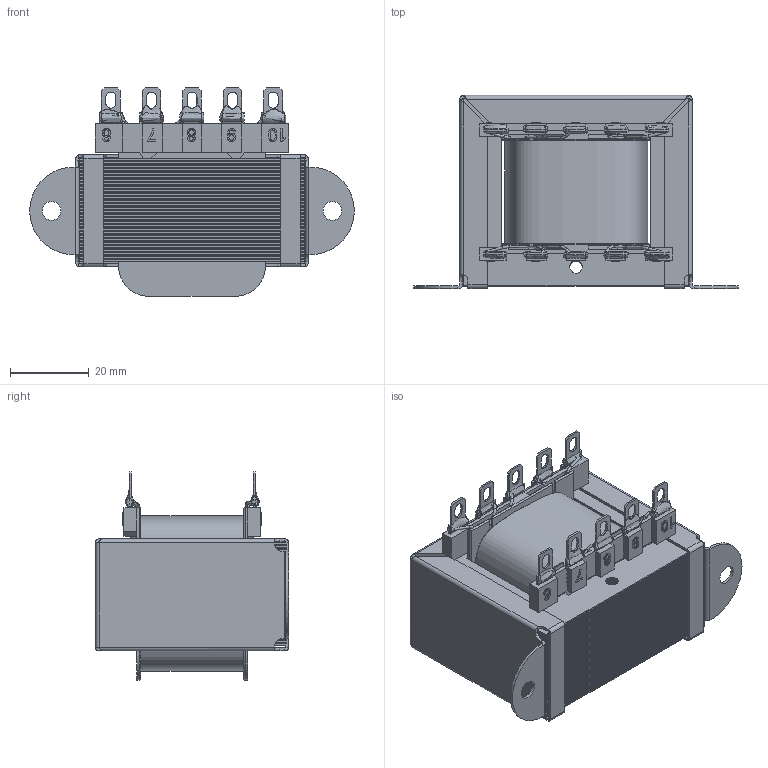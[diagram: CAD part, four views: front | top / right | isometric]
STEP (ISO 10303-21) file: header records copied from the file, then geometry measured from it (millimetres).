
FILE_DESCRIPTION(/* description */ (''),/* implementation_level */ '2;1');
FILE_NAME(/* name */ '15000-EI075-100-18.step',/* time_stamp */ '2024-01-18T11:59:51-07:00',/* author */ (''),/* organization */ (''),/* preprocessor_version */ 'ST-DEVELOPER v20',/* originating_system */ 'Autodesk Translation Framework v12.14.0.127',/* authorisation */ '');
FILE_SCHEMA (('AUTOMOTIVE_DESIGN { 1 0 10303 214 3 1 1 }'));
Products named in the file (5): 15000-EI075-100-18; 20000-B075-100-18 Split v1; 20000-EI075 v1; 20000-C075-100-1H v2; 20000-C075-100-1H
Assembly tree (4 placements, depth 3):
  15000-EI075-100-18
    20000-B075-100-18 Split v1
    20000-EI075 v1
    20000-C075-100-1H v2
      20000-C075-100-1H
Bounding box: 82.55 x 49.14 x 53.06 mm (x, y, z)
Volume: 86673.9 mm3; surface area: 369564.1 mm2
Topology: 180 solids, 180 shells, 3237 faces, 8455 edges, 5555 vertices
Faces by surface type: plane 2529, cylinder 396, bspline 272, torus 40
Full cylindrical faces by diameter (mm): 0.66 x36, 0.663 x28, 3.175 x146, 4.762 x2
Entity records: 116666 total; most frequent: CARTESIAN_POINT 37542, ORIENTED_EDGE 16836, DIRECTION 14740, EDGE_CURVE 8418, LINE 6952, VECTOR 6952, VERTEX_POINT 5554, AXIS2_PLACEMENT_3D 3894
